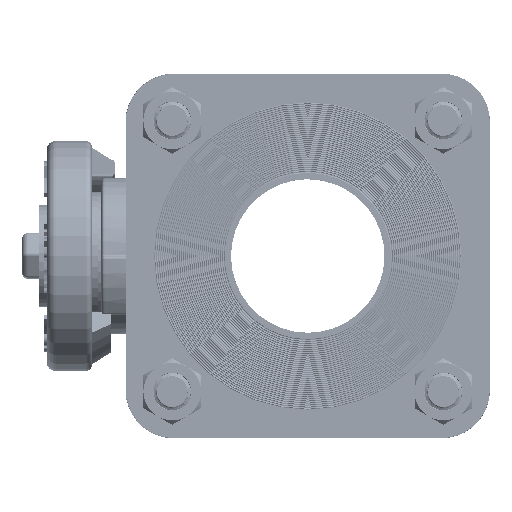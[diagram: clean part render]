
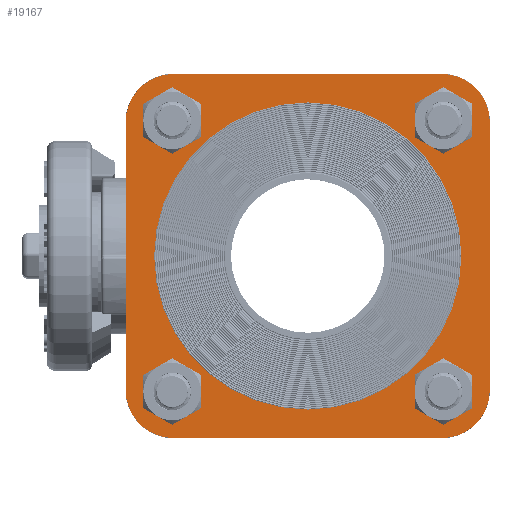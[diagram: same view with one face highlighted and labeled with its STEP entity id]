
A CAD part, left-side view. The second image highlights one B-rep face of the part: STEP entity #19167.
In plain terms, the highlighted planar face has unit normal (-1, 0, 0).
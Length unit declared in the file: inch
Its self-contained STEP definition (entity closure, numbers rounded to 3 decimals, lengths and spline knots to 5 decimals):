
#1097=FACE_BOUND('',#4270,.T.);
#1098=FACE_BOUND('',#4271,.T.);
#1099=FACE_BOUND('',#4272,.T.);
#1100=FACE_BOUND('',#4273,.T.);
#1101=FACE_BOUND('',#4274,.T.);
#1665=PLANE('',#20926);
#2870=FACE_OUTER_BOUND('',#4269,.T.);
#4269=EDGE_LOOP('',(#17645,#17646,#17647,#17648,#17649,#17650,#17651,#17652));
#4270=EDGE_LOOP('',(#17653));
#4271=EDGE_LOOP('',(#17654));
#4272=EDGE_LOOP('',(#17655));
#4273=EDGE_LOOP('',(#17656));
#4274=EDGE_LOOP('',(#17657));
#5023=CIRCLE('',#20925,1.5);
#5024=CIRCLE('',#20927,0.46675);
#5025=CIRCLE('',#20928,0.46675);
#5026=CIRCLE('',#20929,0.46675);
#5027=CIRCLE('',#20930,0.46675);
#5028=CIRCLE('',#20931,0.203);
#5029=CIRCLE('',#20932,0.203);
#5030=CIRCLE('',#20933,0.203);
#5031=CIRCLE('',#20934,0.203);
#6579=LINE('',#40275,#8107);
#6580=LINE('',#40279,#8108);
#6581=LINE('',#40283,#8109);
#6582=LINE('',#40287,#8110);
#8107=VECTOR('',#25952,2.622);
#8108=VECTOR('',#25955,2.622);
#8109=VECTOR('',#25958,2.622);
#8110=VECTOR('',#25961,2.622);
#9812=VERTEX_POINT('',#40270);
#9813=VERTEX_POINT('',#40273);
#9814=VERTEX_POINT('',#40274);
#9815=VERTEX_POINT('',#40276);
#9816=VERTEX_POINT('',#40278);
#9817=VERTEX_POINT('',#40280);
#9818=VERTEX_POINT('',#40282);
#9819=VERTEX_POINT('',#40284);
#9820=VERTEX_POINT('',#40286);
#9821=VERTEX_POINT('',#40289);
#9822=VERTEX_POINT('',#40291);
#9823=VERTEX_POINT('',#40293);
#9824=VERTEX_POINT('',#40295);
#12419=EDGE_CURVE('',#9812,#9812,#5023,.T.);
#12420=EDGE_CURVE('',#9813,#9814,#6579,.T.);
#12421=EDGE_CURVE('',#9815,#9813,#5024,.T.);
#12422=EDGE_CURVE('',#9816,#9815,#6580,.T.);
#12423=EDGE_CURVE('',#9817,#9816,#5025,.T.);
#12424=EDGE_CURVE('',#9818,#9817,#6581,.T.);
#12425=EDGE_CURVE('',#9819,#9818,#5026,.T.);
#12426=EDGE_CURVE('',#9820,#9819,#6582,.T.);
#12427=EDGE_CURVE('',#9814,#9820,#5027,.T.);
#12428=EDGE_CURVE('',#9821,#9821,#5028,.T.);
#12429=EDGE_CURVE('',#9822,#9822,#5029,.T.);
#12430=EDGE_CURVE('',#9823,#9823,#5030,.T.);
#12431=EDGE_CURVE('',#9824,#9824,#5031,.T.);
#17645=ORIENTED_EDGE('',*,*,#12420,.F.);
#17646=ORIENTED_EDGE('',*,*,#12421,.F.);
#17647=ORIENTED_EDGE('',*,*,#12422,.F.);
#17648=ORIENTED_EDGE('',*,*,#12423,.F.);
#17649=ORIENTED_EDGE('',*,*,#12424,.F.);
#17650=ORIENTED_EDGE('',*,*,#12425,.F.);
#17651=ORIENTED_EDGE('',*,*,#12426,.F.);
#17652=ORIENTED_EDGE('',*,*,#12427,.F.);
#17653=ORIENTED_EDGE('',*,*,#12428,.F.);
#17654=ORIENTED_EDGE('',*,*,#12429,.F.);
#17655=ORIENTED_EDGE('',*,*,#12430,.F.);
#17656=ORIENTED_EDGE('',*,*,#12431,.F.);
#17657=ORIENTED_EDGE('',*,*,#12419,.F.);
#19167=ADVANCED_FACE('',(#2870,#1097,#1098,#1099,#1100,#1101),#1665,.F.);
#20925=AXIS2_PLACEMENT_3D('',#40271,#25948,#25949);
#20926=AXIS2_PLACEMENT_3D('',#40272,#25950,#25951);
#20927=AXIS2_PLACEMENT_3D('',#40277,#25953,#25954);
#20928=AXIS2_PLACEMENT_3D('',#40281,#25956,#25957);
#20929=AXIS2_PLACEMENT_3D('',#40285,#25959,#25960);
#20930=AXIS2_PLACEMENT_3D('',#40288,#25962,#25963);
#20931=AXIS2_PLACEMENT_3D('',#40290,#25964,#25965);
#20932=AXIS2_PLACEMENT_3D('',#40292,#25966,#25967);
#20933=AXIS2_PLACEMENT_3D('',#40294,#25968,#25969);
#20934=AXIS2_PLACEMENT_3D('',#40296,#25970,#25971);
#25948=DIRECTION('center_axis',(-1.,0.,0.));
#25949=DIRECTION('ref_axis',(0.,0.,1.));
#25950=DIRECTION('center_axis',(1.,0.,0.));
#25951=DIRECTION('ref_axis',(0.,0.,-1.));
#25952=DIRECTION('',(0.,0.,1.));
#25953=DIRECTION('center_axis',(1.,0.,0.));
#25954=DIRECTION('ref_axis',(0.,0.,-1.));
#25955=DIRECTION('',(0.,1.,0.));
#25956=DIRECTION('center_axis',(1.,0.,0.));
#25957=DIRECTION('ref_axis',(0.,0.,-1.));
#25958=DIRECTION('',(0.,0.,-1.));
#25959=DIRECTION('center_axis',(1.,0.,0.));
#25960=DIRECTION('ref_axis',(0.,0.,-1.));
#25961=DIRECTION('',(0.,-1.,0.));
#25962=DIRECTION('center_axis',(1.,0.,0.));
#25963=DIRECTION('ref_axis',(0.,0.,-1.));
#25964=DIRECTION('center_axis',(-1.,0.,0.));
#25965=DIRECTION('ref_axis',(0.,0.,1.));
#25966=DIRECTION('center_axis',(-1.,0.,0.));
#25967=DIRECTION('ref_axis',(0.,0.,1.));
#25968=DIRECTION('center_axis',(-1.,0.,0.));
#25969=DIRECTION('ref_axis',(0.,0.,1.));
#25970=DIRECTION('center_axis',(-1.,0.,0.));
#25971=DIRECTION('ref_axis',(0.,0.,1.));
#40270=CARTESIAN_POINT('',(0.07,1.5,0.));
#40271=CARTESIAN_POINT('Origin',(0.07,0.,0.));
#40272=CARTESIAN_POINT('Origin',(0.07,2.5,0.));
#40273=CARTESIAN_POINT('',(0.07,1.77775,-1.311));
#40274=CARTESIAN_POINT('',(0.07,1.77775,1.311));
#40275=CARTESIAN_POINT('',(0.07,1.77775,0.89));
#40276=CARTESIAN_POINT('',(0.07,1.311,-1.77775));
#40277=CARTESIAN_POINT('Origin',(0.07,1.311,-1.311));
#40278=CARTESIAN_POINT('',(0.07,-1.311,-1.77775));
#40279=CARTESIAN_POINT('',(0.07,1.53813,-1.77775));
#40280=CARTESIAN_POINT('',(0.07,-1.77775,-1.311));
#40281=CARTESIAN_POINT('Origin',(0.07,-1.311,-1.311));
#40282=CARTESIAN_POINT('',(0.07,-1.77775,1.311));
#40283=CARTESIAN_POINT('',(0.07,-1.77775,-0.89));
#40284=CARTESIAN_POINT('',(0.07,-1.311,1.77775));
#40285=CARTESIAN_POINT('Origin',(0.07,-1.311,1.311));
#40286=CARTESIAN_POINT('',(0.07,1.311,1.77775));
#40287=CARTESIAN_POINT('',(0.07,-0.24188,1.77775));
#40288=CARTESIAN_POINT('Origin',(0.07,1.311,1.311));
#40289=CARTESIAN_POINT('',(0.07,-1.324,1.121));
#40290=CARTESIAN_POINT('Origin',(0.07,-1.324,1.324));
#40291=CARTESIAN_POINT('',(0.07,1.324,-1.527));
#40292=CARTESIAN_POINT('Origin',(0.07,1.324,-1.324));
#40293=CARTESIAN_POINT('',(0.07,1.324,1.121));
#40294=CARTESIAN_POINT('Origin',(0.07,1.324,1.324));
#40295=CARTESIAN_POINT('',(0.07,-1.324,-1.527));
#40296=CARTESIAN_POINT('Origin',(0.07,-1.324,-1.324));
